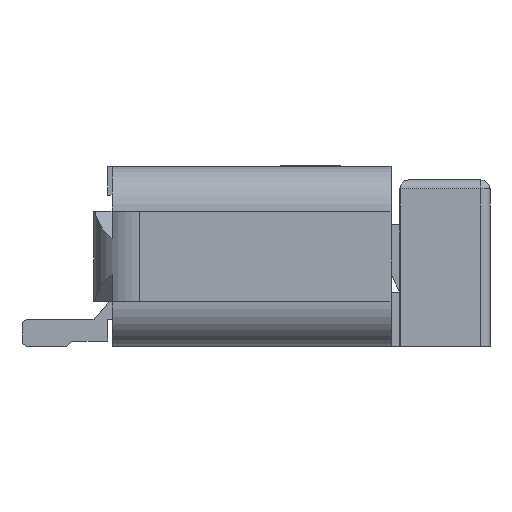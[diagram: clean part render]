
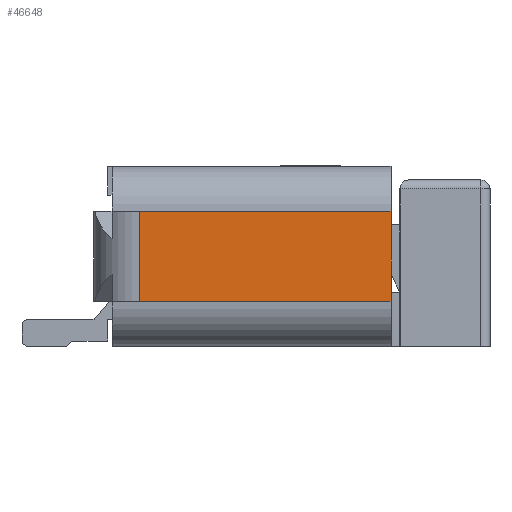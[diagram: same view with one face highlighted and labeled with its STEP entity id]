
A CAD part, left-side view. The second image highlights one B-rep face of the part: STEP entity #46648.
In plain terms, the highlighted planar face has unit normal (-1, 0, 0).
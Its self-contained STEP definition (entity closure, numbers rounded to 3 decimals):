
#1407 = DIRECTION ( 'NONE',  ( 0., 0., -1. ) ) ;
#1905 = VERTEX_POINT ( 'NONE', #14579 ) ;
#8528 = DIRECTION ( 'NONE',  ( 0., 0., 1. ) ) ;
#11058 = CARTESIAN_POINT ( 'NONE',  ( -8.25, 1.3, 1.5 ) ) ;
#14579 = CARTESIAN_POINT ( 'NONE',  ( -8.25, -1.5, 1.5 ) ) ;
#15234 = CARTESIAN_POINT ( 'NONE',  ( -8.25, -1.5, 0. ) ) ;
#16966 = VERTEX_POINT ( 'NONE', #11058 ) ;
#17143 = VECTOR ( 'NONE', #23687, 1000. ) ;
#17151 = ORIENTED_EDGE ( 'NONE', *, *, #70561, .T. ) ;
#18044 = CARTESIAN_POINT ( 'NONE',  ( -8.25, 4.291, 0. ) ) ;
#20409 = EDGE_LOOP ( 'NONE', ( #49168, #17151, #41893, #47265 ) ) ;
#22551 = VERTEX_POINT ( 'NONE', #75087 ) ;
#22900 = VECTOR ( 'NONE', #8528, 1000. ) ;
#23687 = DIRECTION ( 'NONE',  ( 0., -1., 0. ) ) ;
#29291 = DIRECTION ( 'NONE',  ( 0., -1., 0. ) ) ;
#31685 = VECTOR ( 'NONE', #1407, 1000. ) ;
#35962 = LINE ( 'NONE', #60144, #55897 ) ;
#39710 = CARTESIAN_POINT ( 'NONE',  ( -8.25, 1.3, 1.5 ) ) ;
#41893 = ORIENTED_EDGE ( 'NONE', *, *, #44756, .T. ) ;
#42512 = EDGE_CURVE ( 'NONE', #16966, #1905, #35962, .T. ) ;
#44756 = EDGE_CURVE ( 'NONE', #22551, #1905, #76969, .T. ) ;
#46648 = ADVANCED_FACE ( 'NONE', ( #81904 ), #64247, .F. ) ;
#47265 = ORIENTED_EDGE ( 'NONE', *, *, #42512, .F. ) ;
#47431 = LINE ( 'NONE', #80918, #17143 ) ;
#49168 = ORIENTED_EDGE ( 'NONE', *, *, #74759, .T. ) ;
#53910 = VERTEX_POINT ( 'NONE', #66855 ) ;
#55897 = VECTOR ( 'NONE', #29291, 1000. ) ;
#58203 = AXIS2_PLACEMENT_3D ( 'NONE', #18044, #69273, #63852 ) ;
#58508 = LINE ( 'NONE', #39710, #31685 ) ;
#60144 = CARTESIAN_POINT ( 'NONE',  ( -8.25, 4.291, 1.5 ) ) ;
#63852 = DIRECTION ( 'NONE',  ( 0., 1., 0. ) ) ;
#64247 = PLANE ( 'NONE',  #58203 ) ;
#66855 = CARTESIAN_POINT ( 'NONE',  ( -8.25, 1.3, 0.5 ) ) ;
#69273 = DIRECTION ( 'NONE',  ( 1., 0., 0. ) ) ;
#70561 = EDGE_CURVE ( 'NONE', #53910, #22551, #47431, .T. ) ;
#74759 = EDGE_CURVE ( 'NONE', #16966, #53910, #58508, .T. ) ;
#75087 = CARTESIAN_POINT ( 'NONE',  ( -8.25, -1.5, 0.5 ) ) ;
#76969 = LINE ( 'NONE', #15234, #22900 ) ;
#80918 = CARTESIAN_POINT ( 'NONE',  ( -8.25, 4.291, 0.5 ) ) ;
#81904 = FACE_OUTER_BOUND ( 'NONE', #20409, .T. ) ;
